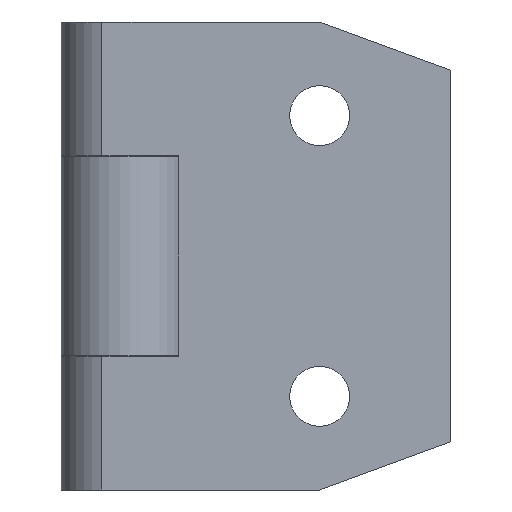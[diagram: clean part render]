
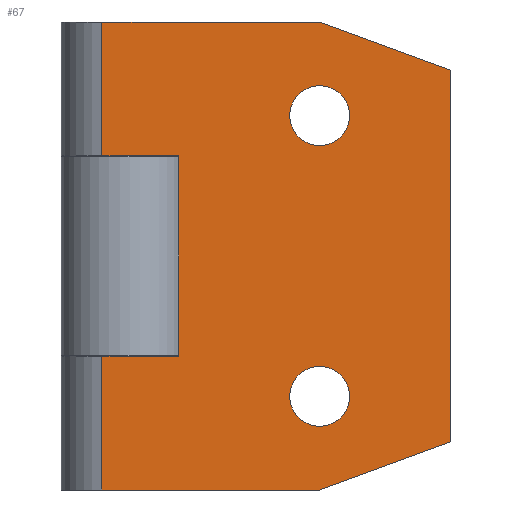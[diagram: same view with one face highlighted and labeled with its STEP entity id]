
A CAD part, front view. The second image highlights one B-rep face of the part: STEP entity #67.
In plain terms, the highlighted planar face has unit normal (0, -1, 0).
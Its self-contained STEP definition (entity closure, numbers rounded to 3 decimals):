
#67 = ADVANCED_FACE( '', ( #168, #169, #170 ), #171, .T. );
#168 = FACE_BOUND( '', #324, .T. );
#169 = FACE_BOUND( '', #325, .T. );
#170 = FACE_OUTER_BOUND( '', #326, .T. );
#171 = PLANE( '', #327 );
#324 = EDGE_LOOP( '', ( #476 ) );
#325 = EDGE_LOOP( '', ( #477 ) );
#326 = EDGE_LOOP( '', ( #478, #479, #480, #481, #482, #483, #484, #485, #486, #487 ) );
#327 = AXIS2_PLACEMENT_3D( '', #488, #489, #490 );
#476 = ORIENTED_EDGE( '', *, *, #815, .F. );
#477 = ORIENTED_EDGE( '', *, *, #816, .F. );
#478 = ORIENTED_EDGE( '', *, *, #817, .T. );
#479 = ORIENTED_EDGE( '', *, *, #818, .T. );
#480 = ORIENTED_EDGE( '', *, *, #819, .F. );
#481 = ORIENTED_EDGE( '', *, *, #820, .T. );
#482 = ORIENTED_EDGE( '', *, *, #821, .F. );
#483 = ORIENTED_EDGE( '', *, *, #822, .F. );
#484 = ORIENTED_EDGE( '', *, *, #823, .T. );
#485 = ORIENTED_EDGE( '', *, *, #824, .T. );
#486 = ORIENTED_EDGE( '', *, *, #825, .F. );
#487 = ORIENTED_EDGE( '', *, *, #826, .T. );
#488 = CARTESIAN_POINT( '', ( -2.263, -6.2, 10.7 ) );
#489 = DIRECTION( '', ( 0., -1., 0. ) );
#490 = DIRECTION( '', ( 0., 0., -1. ) );
#815 = EDGE_CURVE( '', #947, #947, #948, .T. );
#816 = EDGE_CURVE( '', #949, #949, #950, .T. );
#817 = EDGE_CURVE( '', #951, #952, #953, .T. );
#818 = EDGE_CURVE( '', #952, #954, #955, .T. );
#819 = EDGE_CURVE( '', #956, #954, #957, .T. );
#820 = EDGE_CURVE( '', #956, #958, #959, .T. );
#821 = EDGE_CURVE( '', #960, #958, #961, .T. );
#822 = EDGE_CURVE( '', #962, #960, #963, .T. );
#823 = EDGE_CURVE( '', #962, #964, #965, .T. );
#824 = EDGE_CURVE( '', #964, #966, #967, .T. );
#825 = EDGE_CURVE( '', #968, #966, #969, .T. );
#826 = EDGE_CURVE( '', #968, #951, #970, .T. );
#947 = VERTEX_POINT( '', #1143 );
#948 = CIRCLE( '', #1144, 3.2 );
#949 = VERTEX_POINT( '', #1145 );
#950 = CIRCLE( '', #1146, 3.2 );
#951 = VERTEX_POINT( '', #1147 );
#952 = VERTEX_POINT( '', #1148 );
#953 = LINE( '', #1149, #1150 );
#954 = VERTEX_POINT( '', #1151 );
#955 = LINE( '', #1152, #1153 );
#956 = VERTEX_POINT( '', #1154 );
#957 = LINE( '', #1155, #1156 );
#958 = VERTEX_POINT( '', #1157 );
#959 = LINE( '', #1158, #1159 );
#960 = VERTEX_POINT( '', #1160 );
#961 = LINE( '', #1161, #1162 );
#962 = VERTEX_POINT( '', #1163 );
#963 = LINE( '', #1164, #1165 );
#964 = VERTEX_POINT( '', #1166 );
#965 = LINE( '', #1167, #1168 );
#966 = VERTEX_POINT( '', #1169 );
#967 = LINE( '', #1170, #1171 );
#968 = VERTEX_POINT( '', #1172 );
#969 = LINE( '', #1173, #1174 );
#970 = LINE( '', #1175, #1176 );
#1143 = CARTESIAN_POINT( '', ( 21., -6.2, 11.8 ) );
#1144 = AXIS2_PLACEMENT_3D( '', #1388, #1389, #1390 );
#1145 = CARTESIAN_POINT( '', ( 21., -6.2, -18.2 ) );
#1146 = AXIS2_PLACEMENT_3D( '', #1391, #1392, #1393 );
#1147 = CARTESIAN_POINT( '', ( -2.263, -6.2, -25. ) );
#1148 = CARTESIAN_POINT( '', ( 21., -6.2, -25. ) );
#1149 = CARTESIAN_POINT( '', ( -2.263, -6.2, -25. ) );
#1150 = VECTOR( '', #1394, 1000. );
#1151 = CARTESIAN_POINT( '', ( 35., -6.2, -19.851 ) );
#1152 = CARTESIAN_POINT( '', ( 21., -6.2, -25. ) );
#1153 = VECTOR( '', #1395, 1000. );
#1154 = CARTESIAN_POINT( '', ( 35., -6.2, 19.851 ) );
#1155 = CARTESIAN_POINT( '', ( 35., -6.2, 25. ) );
#1156 = VECTOR( '', #1396, 1000. );
#1157 = CARTESIAN_POINT( '', ( 21., -6.2, 25. ) );
#1158 = CARTESIAN_POINT( '', ( 63.452, -6.2, 9.385 ) );
#1159 = VECTOR( '', #1397, 1000. );
#1160 = CARTESIAN_POINT( '', ( -2.263, -6.2, 25. ) );
#1161 = CARTESIAN_POINT( '', ( -2.263, -6.2, 25. ) );
#1162 = VECTOR( '', #1398, 1000. );
#1163 = CARTESIAN_POINT( '', ( -2.263, -6.2, 10.7 ) );
#1164 = CARTESIAN_POINT( '', ( -2.263, -6.2, 10.7 ) );
#1165 = VECTOR( '', #1399, 1000. );
#1166 = CARTESIAN_POINT( '', ( 5.96, -6.2, 10.7 ) );
#1167 = CARTESIAN_POINT( '', ( -2.263, -6.2, 10.7 ) );
#1168 = VECTOR( '', #1400, 1000. );
#1169 = CARTESIAN_POINT( '', ( 5.96, -6.2, -10.7 ) );
#1170 = CARTESIAN_POINT( '', ( 5.96, -6.2, 25. ) );
#1171 = VECTOR( '', #1401, 1000. );
#1172 = CARTESIAN_POINT( '', ( -2.263, -6.2, -10.7 ) );
#1173 = CARTESIAN_POINT( '', ( -2.263, -6.2, -10.7 ) );
#1174 = VECTOR( '', #1402, 1000. );
#1175 = CARTESIAN_POINT( '', ( -2.263, -6.2, -10.7 ) );
#1176 = VECTOR( '', #1403, 1000. );
#1388 = CARTESIAN_POINT( '', ( 21., -6.2, 15. ) );
#1389 = DIRECTION( '', ( 0., -1., 0. ) );
#1390 = DIRECTION( '', ( 0., 0., -1. ) );
#1391 = CARTESIAN_POINT( '', ( 21., -6.2, -15. ) );
#1392 = DIRECTION( '', ( 0., -1., 0. ) );
#1393 = DIRECTION( '', ( 0., 0., -1. ) );
#1394 = DIRECTION( '', ( 1., 0., 0. ) );
#1395 = DIRECTION( '', ( 0.939, 0., 0.345 ) );
#1396 = DIRECTION( '', ( 0., 0., -1. ) );
#1397 = DIRECTION( '', ( -0.939, 0., 0.345 ) );
#1398 = DIRECTION( '', ( 1., 0., 0. ) );
#1399 = DIRECTION( '', ( 0., 0., 1. ) );
#1400 = DIRECTION( '', ( 1., 0., 0. ) );
#1401 = DIRECTION( '', ( 0., 0., -1. ) );
#1402 = DIRECTION( '', ( 1., 0., 0. ) );
#1403 = DIRECTION( '', ( 0., 0., -1. ) );
